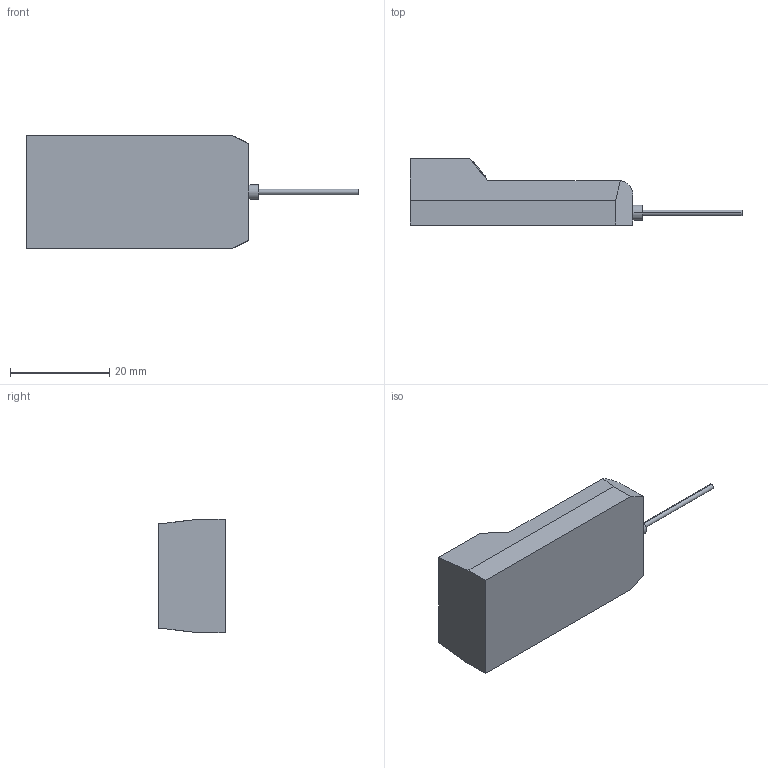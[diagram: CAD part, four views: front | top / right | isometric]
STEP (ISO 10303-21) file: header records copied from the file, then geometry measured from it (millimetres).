
FILE_DESCRIPTION (( 'STEP AP214' ), '1' );
FILE_NAME ('recepteur.STEP', '2013-05-20T13:19:11', ( 'LEBARS' ), ( 'LEBARS' ), 'SwSTEP 2.0', 'SolidWorks 2012', '' );
FILE_SCHEMA (( 'AUTOMOTIVE_DESIGN' ));
Length unit declared in the file: millimetre
Products named in the file (1): recepteur
Bounding box: 67 x 13.4 x 23 mm (x, y, z)
Volume: 9543.1 mm3; surface area: 4261.2 mm2
Topology: 1 solids, 1 shells, 171 faces, 414 edges, 276 vertices
Faces by surface type: plane 145, cylinder 26
Entity records: 6160 total; most frequent: CARTESIAN_POINT 874, ORIENTED_EDGE 828, DIRECTION 804, EDGE_CURVE 414, LINE 360, VECTOR 360, VERTEX_POINT 276, AXIS2_PLACEMENT_3D 222
